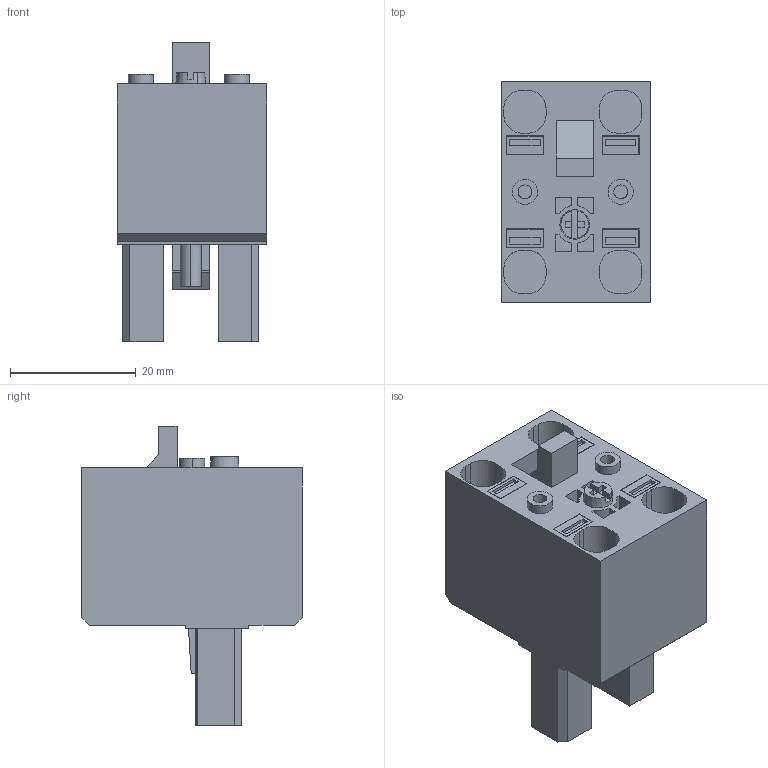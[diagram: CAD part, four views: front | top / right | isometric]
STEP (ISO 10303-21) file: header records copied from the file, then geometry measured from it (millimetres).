
FILE_DESCRIPTION(('CATIA V5 STEP Exchange','CAx-IF Rec.Pracs.--- Model Styling and Organization---1.4--- 2014-01-23'),'2;1');
FILE_NAME ('1208089-4_0_2720560000_2720560000.stp','2020-07-29T13:19:42+00:00',('none'),('Weidmueller'),'CATIA Version 5-6 Release 2016','CATIA V5 STEP AP214','none');
FILE_SCHEMA(('AUTOMOTIVE_DESIGN { 1 0 10303 214 1 1 1 1 }'));
Length unit declared in the file: millimetre
Products named in the file (1): 2720560000
Bounding box: 23.86 x 35.05 x 47.7 mm (x, y, z)
Volume: 21099.2 mm3; surface area: 10761.6 mm2
Topology: 7 solids, 7 shells, 321 faces, 823 edges, 548 vertices
Faces by surface type: plane 280, cylinder 39, cone 2
Entity records: 9652 total; most frequent: CARTESIAN_POINT 1790, ORIENTED_EDGE 1646, DIRECTION 1323, EDGE_CURVE 823, VECTOR 733, LINE 733, VERTEX_POINT 548, EDGE_LOOP 361
